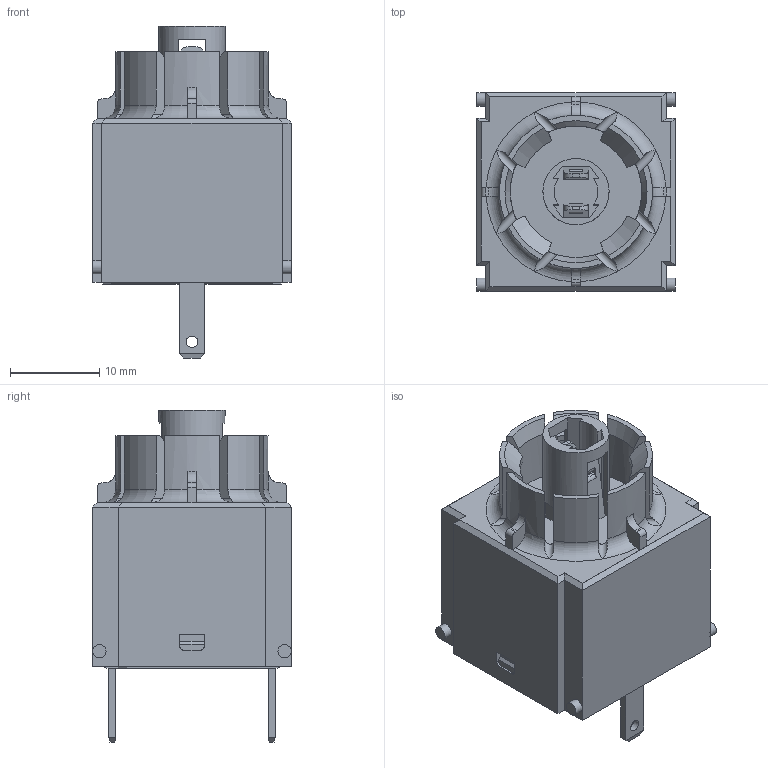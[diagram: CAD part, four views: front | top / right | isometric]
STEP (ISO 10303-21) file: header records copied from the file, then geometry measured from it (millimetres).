
FILE_DESCRIPTION(/* description */ (''),/* implementation_level */ '2;1');
FILE_NAME(/* name */ 'BL5_ipt.stp',/* time_stamp */ '2015-04-08T13:18:41+02:00',/* author */ ('thagel'),/* organization */ (''),/* preprocessor_version */ 'ST-DEVELOPER v15.2',/* originating_system */ 'Autodesk Inventor 2014',/* authorisation */ '');
FILE_SCHEMA (('AUTOMOTIVE_DESIGN { 1 0 10303 214 3 1 1 }'));
Length unit declared in the file: centimetre
Products named in the file (1): 3D-Zeichnungen vereinfacht für Kunden
Bounding box: 22.2 x 22.2 x 37.1 mm (x, y, z)
Volume: 9498.3 mm3; surface area: 4151.6 mm2
Topology: 1 solids, 1 shells, 1189 faces, 3406 edges, 2247 vertices
Faces by surface type: plane 1086, cylinder 75, torus 20, cone 8
Full cylindrical faces by diameter (mm): 1.3 x2, 1.5 x4, 7.4 x1
Entity records: 38489 total; most frequent: CARTESIAN_POINT 7471, ORIENTED_EDGE 6790, DIRECTION 5856, EDGE_CURVE 3395, LINE 3122, VECTOR 3122, VERTEX_POINT 2242, AXIS2_PLACEMENT_3D 1367
